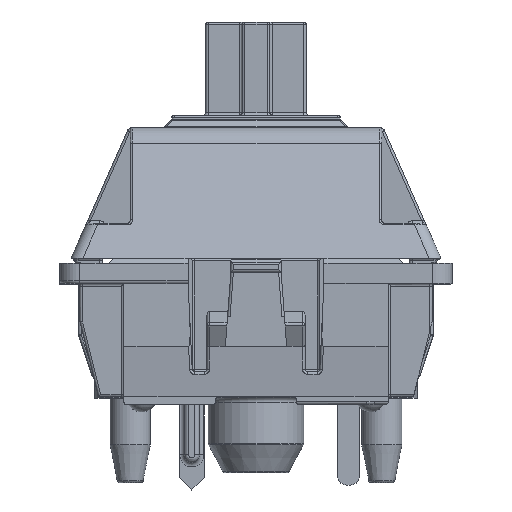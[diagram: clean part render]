
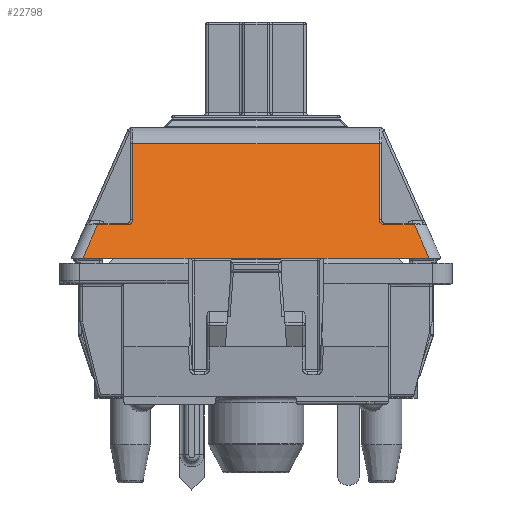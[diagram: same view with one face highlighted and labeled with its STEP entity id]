
A CAD part, top view. The second image highlights one B-rep face of the part: STEP entity #22798.
In plain terms, the highlighted planar face has unit normal (0, 0.359, 0.933).
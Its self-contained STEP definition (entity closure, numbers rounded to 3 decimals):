
#339=B_SPLINE_CURVE_WITH_KNOTS('',3,(#36997,#36998,#36999,#37000,#37001,
#37002),.UNSPECIFIED.,.F.,.F.,(4,2,4),(4.712,5.498,
6.283),.UNSPECIFIED.);
#340=B_SPLINE_CURVE_WITH_KNOTS('',3,(#37010,#37011,#37012,#37013,#37014,
#37015),.UNSPECIFIED.,.F.,.F.,(4,2,4),(3.142,3.927,
4.712),.UNSPECIFIED.);
#693=PLANE('',#24719);
#1313=LINE('',#36153,#3138);
#1587=LINE('',#37004,#3412);
#1588=LINE('',#37006,#3413);
#1589=LINE('',#37008,#3414);
#1590=LINE('',#37017,#3415);
#1591=LINE('',#37018,#3416);
#1592=LINE('',#37019,#3417);
#1593=LINE('',#37020,#3418);
#3138=VECTOR('',#28469,1000.);
#3412=VECTOR('',#28927,1000.);
#3413=VECTOR('',#28928,1000.);
#3414=VECTOR('',#28929,1000.);
#3415=VECTOR('',#28930,1000.);
#3416=VECTOR('',#28931,1000.);
#3417=VECTOR('',#28932,1000.);
#3418=VECTOR('',#28933,1000.);
#5665=FACE_OUTER_BOUND('',#7168,.T.);
#7168=EDGE_LOOP('',(#16843,#16844,#16845,#16846,#16847,#16848,#16849,#16850,
#16851,#16852));
#10047=VERTEX_POINT('',#35991);
#10091=VERTEX_POINT('',#36150);
#10092=VERTEX_POINT('',#36152);
#10417=VERTEX_POINT('',#36995);
#10418=VERTEX_POINT('',#36996);
#10419=VERTEX_POINT('',#37003);
#10420=VERTEX_POINT('',#37005);
#10421=VERTEX_POINT('',#37007);
#10422=VERTEX_POINT('',#37009);
#10423=VERTEX_POINT('',#37016);
#12396=EDGE_CURVE('',#10092,#10091,#1313,.T.);
#12735=EDGE_CURVE('',#10417,#10418,#339,.T.);
#12736=EDGE_CURVE('',#10417,#10419,#1587,.T.);
#12737=EDGE_CURVE('',#10419,#10420,#1588,.T.);
#12738=EDGE_CURVE('',#10420,#10421,#1589,.T.);
#12739=EDGE_CURVE('',#10422,#10421,#340,.T.);
#12740=EDGE_CURVE('',#10422,#10423,#1590,.T.);
#12741=EDGE_CURVE('',#10423,#10092,#1591,.T.);
#12742=EDGE_CURVE('',#10091,#10047,#1592,.T.);
#12743=EDGE_CURVE('',#10047,#10418,#1593,.T.);
#16843=ORIENTED_EDGE('',*,*,#12735,.F.);
#16844=ORIENTED_EDGE('',*,*,#12736,.T.);
#16845=ORIENTED_EDGE('',*,*,#12737,.T.);
#16846=ORIENTED_EDGE('',*,*,#12738,.T.);
#16847=ORIENTED_EDGE('',*,*,#12739,.F.);
#16848=ORIENTED_EDGE('',*,*,#12740,.T.);
#16849=ORIENTED_EDGE('',*,*,#12741,.T.);
#16850=ORIENTED_EDGE('',*,*,#12396,.T.);
#16851=ORIENTED_EDGE('',*,*,#12742,.T.);
#16852=ORIENTED_EDGE('',*,*,#12743,.T.);
#22798=ADVANCED_FACE('',(#5665),#693,.F.);
#24719=AXIS2_PLACEMENT_3D('',#36994,#28925,#28926);
#28469=DIRECTION('',(1.,0.,0.));
#28925=DIRECTION('center_axis',(0.,-0.359,-0.933));
#28926=DIRECTION('ref_axis',(1.,0.,0.));
#28927=DIRECTION('',(0.,0.933,-0.359));
#28928=DIRECTION('',(-1.,0.,0.));
#28929=DIRECTION('',(0.,-0.933,0.359));
#28930=DIRECTION('',(-1.,0.,0.));
#28931=DIRECTION('',(-0.382,-0.863,0.332));
#28932=DIRECTION('',(-0.382,0.863,-0.332));
#28933=DIRECTION('',(-1.,0.,0.));
#35991=CARTESIAN_POINT('',(13.642,1.336,-0.514));
#36150=CARTESIAN_POINT('',(14.233,0.,0.));
#36152=CARTESIAN_POINT('',(0.467,0.,0.));
#36153=CARTESIAN_POINT('',(0.,0.,0.));
#36994=CARTESIAN_POINT('Origin',(0.,5.2,-2.));
#36995=CARTESIAN_POINT('',(12.25,1.536,-0.591));
#36996=CARTESIAN_POINT('',(12.45,1.336,-0.514));
#36997=CARTESIAN_POINT('Ctrl Pts',(12.25,1.536,-0.591));
#36998=CARTESIAN_POINT('Ctrl Pts',(12.25,1.483,-0.571));
#36999=CARTESIAN_POINT('Ctrl Pts',(12.272,1.432,-0.551));
#37000=CARTESIAN_POINT('Ctrl Pts',(12.346,1.357,-0.522));
#37001=CARTESIAN_POINT('Ctrl Pts',(12.397,1.336,-0.514));
#37002=CARTESIAN_POINT('Ctrl Pts',(12.45,1.336,-0.514));
#37003=CARTESIAN_POINT('',(12.25,4.559,-1.753));
#37004=CARTESIAN_POINT('',(12.25,4.559,-1.753));
#37005=CARTESIAN_POINT('',(2.45,4.559,-1.753));
#37006=CARTESIAN_POINT('',(2.35,4.559,-1.753));
#37007=CARTESIAN_POINT('',(2.45,1.536,-0.591));
#37008=CARTESIAN_POINT('',(2.45,1.4,-0.538));
#37009=CARTESIAN_POINT('',(2.25,1.336,-0.514));
#37010=CARTESIAN_POINT('Ctrl Pts',(2.25,1.336,-0.514));
#37011=CARTESIAN_POINT('Ctrl Pts',(2.303,1.336,-0.514));
#37012=CARTESIAN_POINT('Ctrl Pts',(2.354,1.357,-0.522));
#37013=CARTESIAN_POINT('Ctrl Pts',(2.428,1.432,-0.551));
#37014=CARTESIAN_POINT('Ctrl Pts',(2.45,1.483,-0.571));
#37015=CARTESIAN_POINT('Ctrl Pts',(2.45,1.536,-0.591));
#37016=CARTESIAN_POINT('',(1.058,1.336,-0.514));
#37017=CARTESIAN_POINT('',(0.,1.336,-0.514));
#37018=CARTESIAN_POINT('',(2.364,4.289,-1.65));
#37019=CARTESIAN_POINT('',(10.195,9.128,-3.511));
#37020=CARTESIAN_POINT('',(0.,1.336,-0.514));
